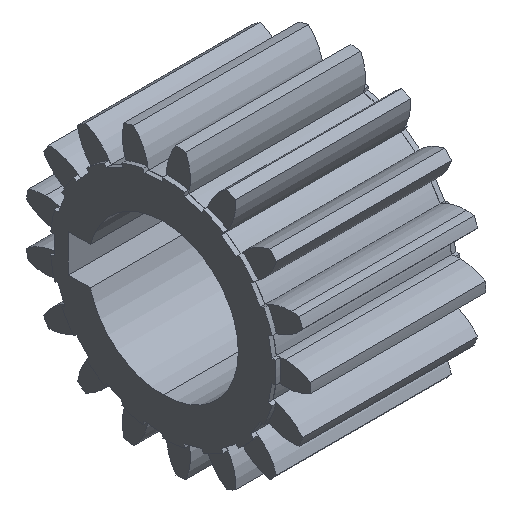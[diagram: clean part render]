
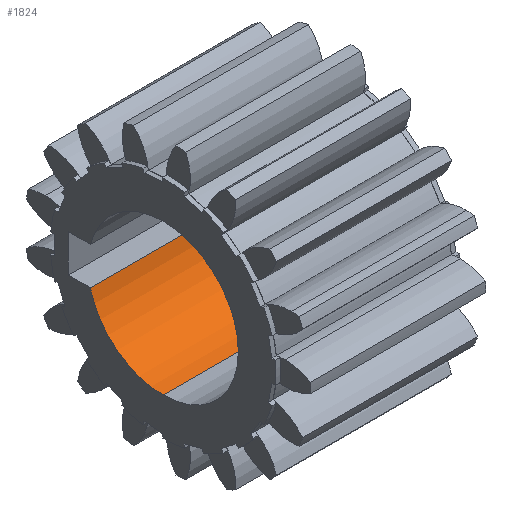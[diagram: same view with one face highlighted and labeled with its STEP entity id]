
A CAD part, isometric view. The second image highlights one B-rep face of the part: STEP entity #1824.
In plain terms, the highlighted cylindrical face has radius 6.35 mm (diameter 12.7 mm), a partial arc.
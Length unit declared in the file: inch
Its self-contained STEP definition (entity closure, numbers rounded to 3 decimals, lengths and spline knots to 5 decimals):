
#125 = ORIENTED_EDGE ( 'NONE', *, *, #4935, .F. ) ;
#207 = VERTEX_POINT ( 'NONE', #6273 ) ;
#292 = EDGE_CURVE ( 'NONE', #7686, #6468, #4266, .T. ) ;
#674 = CIRCLE ( 'NONE', #3285, 0.25 ) ;
#738 = CARTESIAN_POINT ( 'NONE',  ( -0.015, 0., -0.25 ) ) ;
#933 = DIRECTION ( 'NONE',  ( 0., 0., -1. ) ) ;
#935 = CARTESIAN_POINT ( 'NONE',  ( 0.597, 0., -0.25 ) ) ;
#1117 = VECTOR ( 'NONE', #3182, 39.37008 ) ;
#1546 = DIRECTION ( 'NONE',  ( 1., 0., 0. ) ) ;
#1548 = LINE ( 'NONE', #3724, #2959 ) ;
#1824 = ADVANCED_FACE ( 'NONE', ( #5343 ), #3546, .F. ) ;
#2177 = CARTESIAN_POINT ( 'NONE',  ( 0.597, 0., 0. ) ) ;
#2365 = DIRECTION ( 'NONE',  ( 1., 0., 0. ) ) ;
#2771 = DIRECTION ( 'NONE',  ( 0., 0., -1. ) ) ;
#2959 = VECTOR ( 'NONE', #3701, 39.37008 ) ;
#3182 = DIRECTION ( 'NONE',  ( 1., 0., 0. ) ) ;
#3266 = EDGE_CURVE ( 'NONE', #207, #6468, #1548, .T. ) ;
#3285 = AXIS2_PLACEMENT_3D ( 'NONE', #5971, #2365, #6578 ) ;
#3354 = EDGE_LOOP ( 'NONE', ( #125, #6500, #6055, #4056 ) ) ;
#3546 = CYLINDRICAL_SURFACE ( 'NONE', #5154, 0.25 ) ;
#3701 = DIRECTION ( 'NONE',  ( 1., 0., 0. ) ) ;
#3724 = CARTESIAN_POINT ( 'NONE',  ( -0.015, 0.24206, -0.0625 ) ) ;
#4056 = ORIENTED_EDGE ( 'NONE', *, *, #3266, .F. ) ;
#4059 = AXIS2_PLACEMENT_3D ( 'NONE', #2177, #6379, #2771 ) ;
#4266 = CIRCLE ( 'NONE', #4059, 0.25 ) ;
#4935 = EDGE_CURVE ( 'NONE', #7467, #207, #674, .T. ) ;
#5005 = CARTESIAN_POINT ( 'NONE',  ( 0.597, 0.24206, -0.0625 ) ) ;
#5154 = AXIS2_PLACEMENT_3D ( 'NONE', #5734, #1546, #933 ) ;
#5343 = FACE_OUTER_BOUND ( 'NONE', #3354, .T. ) ;
#5734 = CARTESIAN_POINT ( 'NONE',  ( -0.015, 0., 0. ) ) ;
#5954 = EDGE_CURVE ( 'NONE', #7467, #7686, #7528, .T. ) ;
#5971 = CARTESIAN_POINT ( 'NONE',  ( -0.015, 0., 0. ) ) ;
#6055 = ORIENTED_EDGE ( 'NONE', *, *, #292, .T. ) ;
#6273 = CARTESIAN_POINT ( 'NONE',  ( -0.015, 0.24206, -0.0625 ) ) ;
#6379 = DIRECTION ( 'NONE',  ( 1., 0., 0. ) ) ;
#6468 = VERTEX_POINT ( 'NONE', #5005 ) ;
#6500 = ORIENTED_EDGE ( 'NONE', *, *, #5954, .T. ) ;
#6578 = DIRECTION ( 'NONE',  ( 0., 0., -1. ) ) ;
#7398 = CARTESIAN_POINT ( 'NONE',  ( -0.015, 0., -0.25 ) ) ;
#7467 = VERTEX_POINT ( 'NONE', #738 ) ;
#7528 = LINE ( 'NONE', #7398, #1117 ) ;
#7686 = VERTEX_POINT ( 'NONE', #935 ) ;
